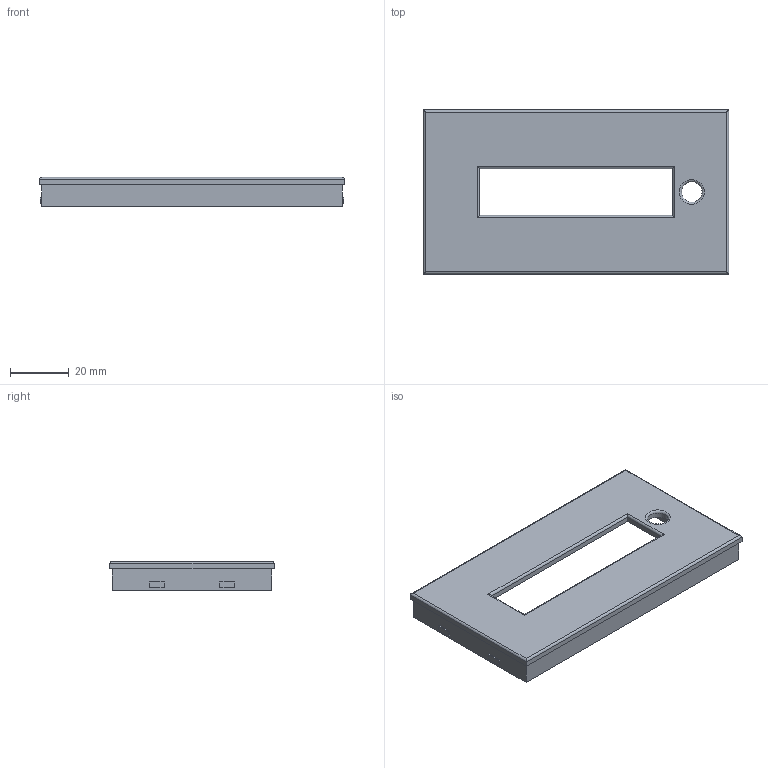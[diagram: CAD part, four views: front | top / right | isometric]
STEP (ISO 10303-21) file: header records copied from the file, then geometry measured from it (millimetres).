
FILE_DESCRIPTION(('Open CASCADE Model'),'2;1');
FILE_NAME('Open CASCADE Shape Model','2026-02-23T23:25:26',('Author'),( 'Open CASCADE'),'Open CASCADE STEP processor 7.8','Open CASCADE 7.8' ,'Unknown');
FILE_SCHEMA(('AUTOMOTIVE_DESIGN { 1 0 10303 214 1 1 1 1 }'));
Length unit declared in the file: millimetre
Products named in the file (1): Open CASCADE STEP translator 7.8 2
Bounding box: 104.2 x 56 x 10 mm (x, y, z)
Volume: 17518 mm3; surface area: 15178.7 mm2
Topology: 1 solids, 1 shells, 50 faces, 117 edges, 75 vertices
Faces by surface type: plane 40, cylinder 9, torus 1
Full cylindrical faces by diameter (mm): 7 x1
Entity records: 3016 total; most frequent: CARTESIAN_POINT 611, DIRECTION 437, LINE 311, VECTOR 311, ORIENTED_EDGE 234, PCURVE 234, DEFINITIONAL_REPRESENTATION 234, EDGE_CURVE 117
